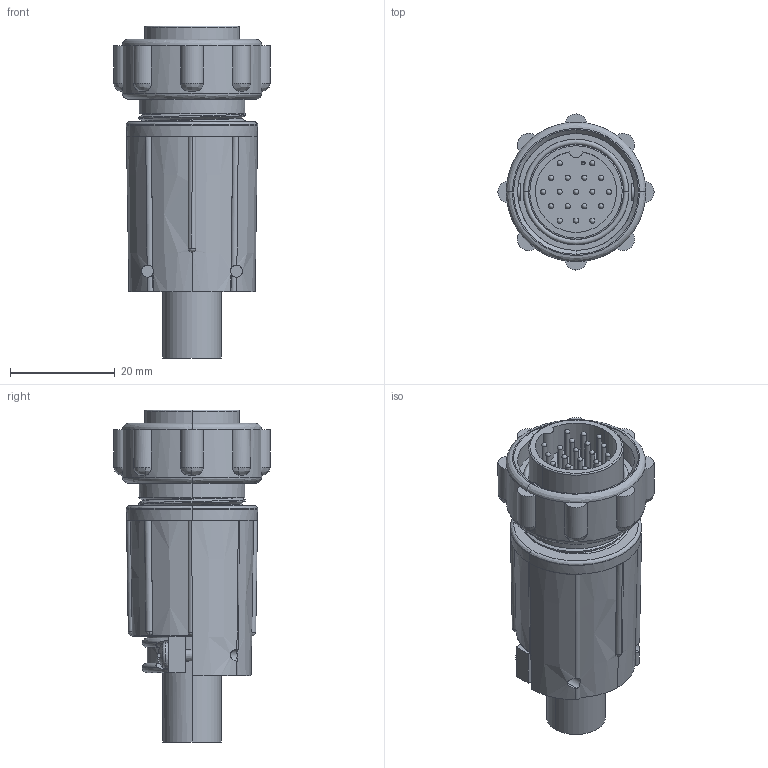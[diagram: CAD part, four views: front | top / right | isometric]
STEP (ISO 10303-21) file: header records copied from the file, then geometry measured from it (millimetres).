
FILE_DESCRIPTION (( 'STEP AP203' ), '1' );
FILE_NAME ('13282-18PG-331.STEP', '2013-09-09T16:50:18', ( 'J0FPBF1' ), ( '' ), 'SwSTEP 2.0', 'SolidWorks 2012', '' );
FILE_SCHEMA (( 'CONFIG_CONTROL_DESIGN' ));
Length unit declared in the file: inch
Products named in the file (1): 13282-18PG-331
Bounding box: 29.84 x 29.84 x 63.5 mm (x, y, z)
Volume: 20598.1 mm3; surface area: 8173.5 mm2
Topology: 1 solids, 1 shells, 288 faces, 749 edges, 452 vertices
Faces by surface type: plane 108, cylinder 98, bspline 65, cone 13, torus 4
Entity records: 11048 total; most frequent: CARTESIAN_POINT 4598, ORIENTED_EDGE 1418, DIRECTION 1245, EDGE_CURVE 709, AXIS2_PLACEMENT_3D 504, VERTEX_POINT 452, EDGE_LOOP 321, ADVANCED_FACE 288
